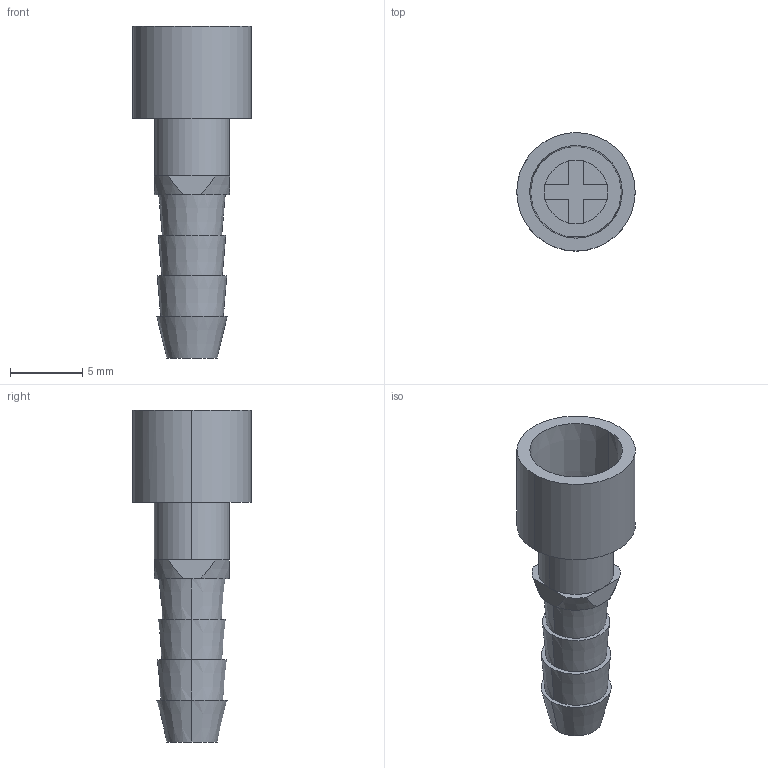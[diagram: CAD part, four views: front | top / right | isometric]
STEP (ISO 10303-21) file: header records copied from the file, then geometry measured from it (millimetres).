
FILE_DESCRIPTION(('HOOPS Exchange Step'),'2;1');
FILE_NAME('export-6A4B73D6-0EBD-42FF-9BF0-70F59C00D66F.stp','2022-10-17T17:54:14+02:00',('Engineering'),('Alibre'),'HOOPS Exchange 2021.0','Alibre','Unknown authorisation');
FILE_SCHEMA( ('AP242_MANAGED_MODEL_BASED_3D_ENGINEERING_MIM_LF {1 0 10303 442 1 1 4 }') );
Length unit declared in the file: millimetre
Products named in the file (2): 6084-1 Pneumatic contact - HC-M-PN3-4,00-BU-V - 1663569; 6084 Pneumatic contact - HC-M-PN3-4,00-BU-V - 1663569
Assembly tree (1 placements, depth 2):
  6084 Pneumatic contact - HC-M-PN3-4,00-BU-V - 1663569
    6084-1 Pneumatic contact - HC-M-PN3-4,00-BU-V - 1663569
Bounding box: 8.2 x 8.19 x 23 mm (x, y, z)
Volume: 462.7 mm3; surface area: 651.5 mm2
Topology: 1 solids, 1 shells, 55 faces, 136 edges, 90 vertices
Faces by surface type: plane 33, cone 14, cylinder 8
Entity records: 1703 total; most frequent: CARTESIAN_POINT 302, DIRECTION 297, ORIENTED_EDGE 272, EDGE_CURVE 136, AXIS2_PLACEMENT_3D 109, VERTEX_POINT 90, VECTOR 79, LINE 79
